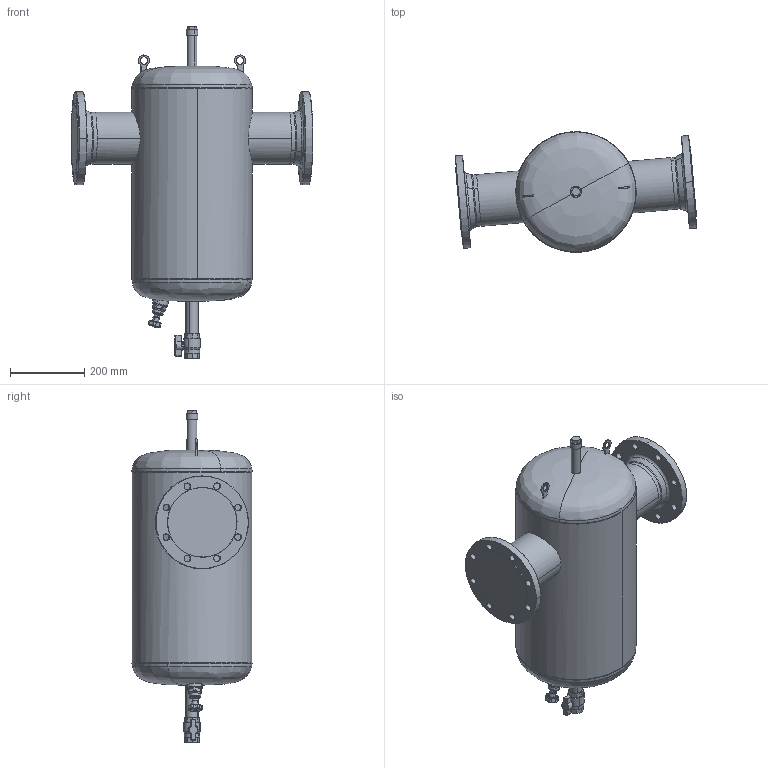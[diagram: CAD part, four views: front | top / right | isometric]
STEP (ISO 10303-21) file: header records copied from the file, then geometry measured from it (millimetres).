
FILE_DESCRIPTION(('CATIA V5 STEP Exchange','CAx-IF Rec.Pracs.--- Model Styling and Organization---1.4--- 2014-01-23','CAx-IF Rec.Pracs.---3D Tessellated Data Validation Properties---0.5---2014-09-14'),'2;1');
FILE_NAME('STEP_546612_-_TST.stp','2021-01-12T07:01:22+00:00',('none'),('none'),'CATIA Version 5-6 Release 2019 SP3','CATIA V5 STEP AP242 v1','none');
FILE_SCHEMA(('AP242_MANAGED_MODEL_BASED_3D_ENGINEERING_MIM_LF {1 0 10303 442 1 1 4}'));
Length unit declared in the file: millimetre
Products named in the file (1): 546612 - TST
Bounding box: 650.3 x 323.81 x 894 mm (x, y, z)
Volume: 56844081.2 mm3; surface area: 1088380 mm2
Topology: 3 solids, 3 shells, 400 faces, 984 edges, 604 vertices
Faces by surface type: cylinder 153, plane 89, cone 71, bspline 45, torus 30, sphere 8, revolution 4
Entity records: 31086 total; most frequent: CARTESIAN_POINT 22475, ORIENTED_EDGE 1960, DIRECTION 1208, EDGE_CURVE 980, AXIS2_PLACEMENT_3D 617, VERTEX_POINT 604, EDGE_LOOP 454, ADVANCED_FACE 400
